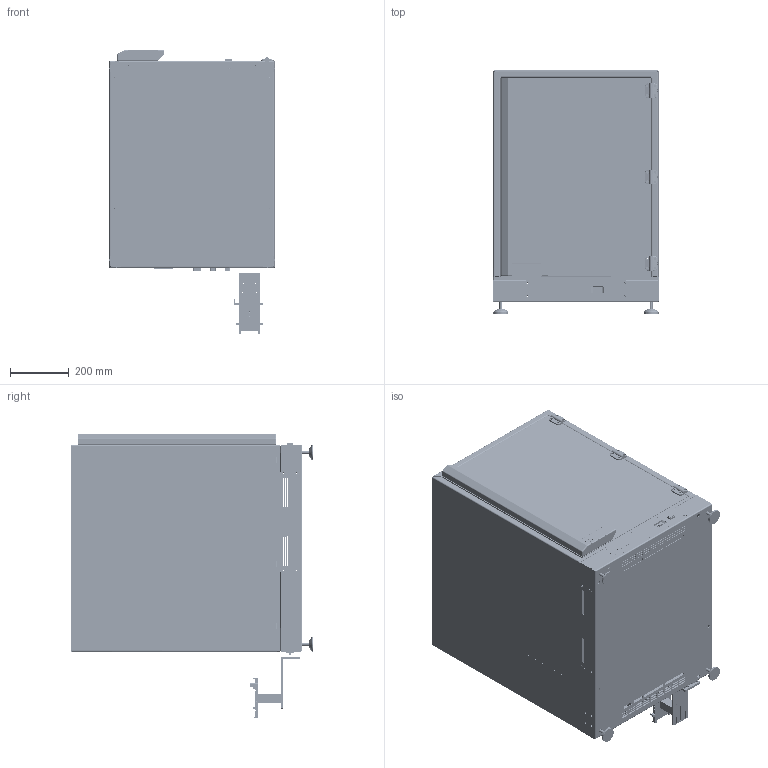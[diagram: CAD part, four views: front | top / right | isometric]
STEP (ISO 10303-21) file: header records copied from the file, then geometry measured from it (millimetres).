
FILE_DESCRIPTION (( 'STEP AP214' ), '1' );
FILE_NAME ('9343000.STEP', '2024-09-25T13:51:26', ( '' ), ( '' ), 'SwSTEP 2.0', 'SolidWorks 2022', '' );
FILE_SCHEMA (( 'AUTOMOTIVE_DESIGN' ));
Length unit declared in the file: millimetre
Products named in the file (1): 9343000
Bounding box: 560.01 x 824 x 962.68 mm (x, y, z)
Volume: 14477294.6 mm3; surface area: 7940789.9 mm2
Topology: 50 solids, 50 shells, 7802 faces, 21301 edges, 14036 vertices
Faces by surface type: plane 4336, cylinder 3290, cone 102, bspline 56, torus 12, sphere 6
Full cylindrical faces by diameter (mm): 1.5 x3, 1.6 x2, 1.9 x1, 2.05 x4, 2.5 x74, 3.1 x8, 3.2 x8, 3.3 x39, 3.4 x22, 4 x50, 4.2 x60, 4.3 x1, 4.5 x14, 4.7 x4, 5 x7, 5.2 x2, 5.3 x6, 6 x13, 6.2 x10, 6.5 x32, 7.1 x16, 8 x8, 8.5 x5, 9 x12, 10 x4, 11 x8, 12.5 x4, 14.5 x1, 15.5 x1, 16 x1
Entity records: 333685 total; most frequent: CARTESIAN_POINT 45385, DIRECTION 42456, ORIENTED_EDGE 41070, EDGE_CURVE 20535, AXIS2_PLACEMENT_3D 14375, VERTEX_POINT 13821, VECTOR 13706, LINE 13706
